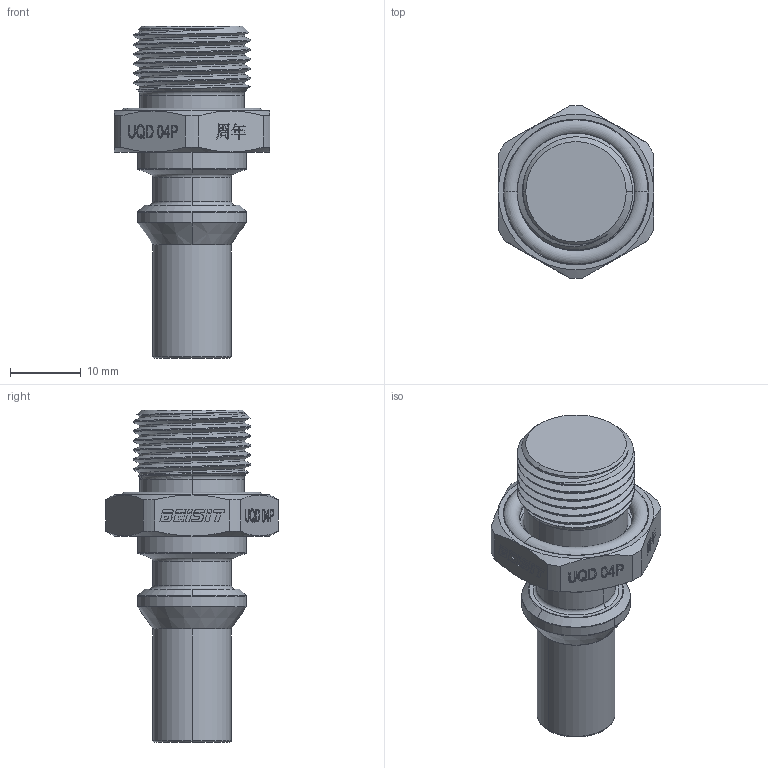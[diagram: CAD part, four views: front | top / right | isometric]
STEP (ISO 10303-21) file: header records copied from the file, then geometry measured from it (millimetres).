
FILE_DESCRIPTION (( 'STEP AP214' ), '1' );
FILE_NAME ('UQD 04P G38M-BU.STEP', '2025-01-16T07:24:27', ( 'Windows 蚚誧' ), ( '' ), 'SwSTEP 2.0', 'SolidWorks 2023', '' );
FILE_SCHEMA (( 'AUTOMOTIVE_DESIGN' ));
Length unit declared in the file: millimetre
Products named in the file (1): UQD 04P G38M-BU
Bounding box: 22 x 24.4 x 46.9 mm (x, y, z)
Volume: 7935 mm3; surface area: 3669.8 mm2
Topology: 1 solids, 2 shells, 379 faces, 991 edges, 650 vertices
Faces by surface type: plane 180, bspline 85, cylinder 59, torus 30, cone 25
Entity records: 20708 total; most frequent: CARTESIAN_POINT 8172, ORIENTED_EDGE 1982, DIRECTION 1298, EDGE_CURVE 991, VERTEX_POINT 650, AXIS2_PLACEMENT_3D 460, B_SPLINE_CURVE_WITH_KNOTS 448, EDGE_LOOP 415
